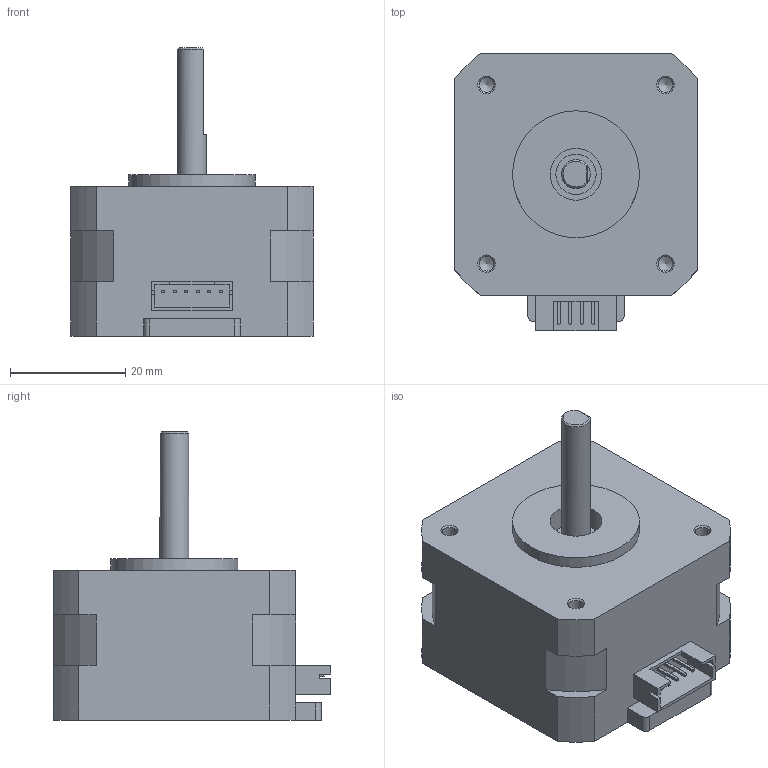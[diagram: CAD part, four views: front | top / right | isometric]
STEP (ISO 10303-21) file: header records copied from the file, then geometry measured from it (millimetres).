
FILE_DESCRIPTION(/* description */ (''),/* implementation_level */ '2;1');
FILE_NAME(/* name */ 'HW1833EC-Nema 17 Stepper Motor - 25mm - 0.9deg.step',/* time_stamp */ '2022-10-11T10:43:55+01:00',/* author */ (''),/* organization */ (''),/* preprocessor_version */ 'ST-DEVELOPER v19',/* originating_system */ 'Autodesk Translation Framework v11.7.0.108',/* authorisation */ '');
FILE_SCHEMA (('AUTOMOTIVE_DESIGN { 1 0 10303 214 3 1 1 }'));
Length unit declared in the file: millimetre
Products named in the file (1): HW1833EC
Bounding box: 42 x 48.1 x 50 mm (x, y, z)
Volume: 45223.8 mm3; surface area: 9621.2 mm2
Topology: 1 solids, 1 shells, 221 faces, 556 edges, 359 vertices
Faces by surface type: plane 175, cylinder 33, cone 9, bspline 4
Full cylindrical faces by diameter (mm): 2.529 x4, 5 x2, 5.5 x4, 6.5 x4, 7 x2, 9 x2, 22 x1
Entity records: 6938 total; most frequent: CARTESIAN_POINT 1507, ORIENTED_EDGE 1104, DIRECTION 1022, EDGE_CURVE 552, LINE 402, VECTOR 402, VERTEX_POINT 359, AXIS2_PLACEMENT_3D 310
